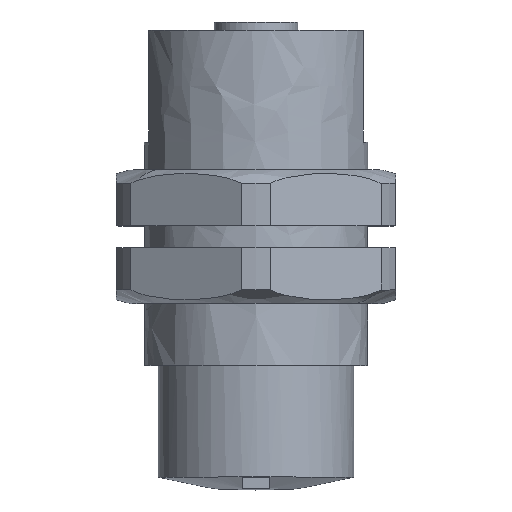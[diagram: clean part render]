
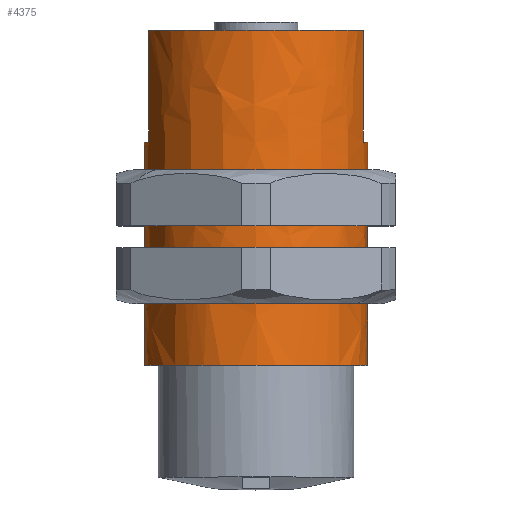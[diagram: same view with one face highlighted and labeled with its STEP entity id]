
A CAD part, top view. The second image highlights one B-rep face of the part: STEP entity #4375.
In plain terms, the highlighted free-form (B-spline) face has degree [1, 2] with [2, 7] control points.
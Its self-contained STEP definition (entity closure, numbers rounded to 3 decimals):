
#4238=CARTESIAN_POINT('',(12.5,3.932,175.944));
#4239=VERTEX_POINT('',#4238);
#4240=CARTESIAN_POINT('',(12.5,0.735,172.747));
#4241=VERTEX_POINT('',#4240);
#4247=CARTESIAN_POINT('',(4.5,0.735,172.747));
#4248=VERTEX_POINT('',#4247);
#4249=CARTESIAN_POINT('',(12.5,0.735,172.747));
#4250=CARTESIAN_POINT('',(4.5,0.735,172.747));
#4251=QUASI_UNIFORM_CURVE('',1,(#4249,#4250),.UNSPECIFIED.,.F.,.U.);
#4252=EDGE_CURVE('',#4241,#4248,#4251,.T.);
#4254=CARTESIAN_POINT('',(4.5,3.932,175.944));
#4255=VERTEX_POINT('',#4254);
#4261=CARTESIAN_POINT('',(12.5,3.932,175.944));
#4262=CARTESIAN_POINT('',(4.5,3.932,175.944));
#4263=QUASI_UNIFORM_CURVE('',1,(#4261,#4262),.UNSPECIFIED.,.F.,.U.);
#4264=EDGE_CURVE('',#4239,#4255,#4263,.T.);
#4269=CARTESIAN_POINT('',(16.8,3.906,175.815));
#4270=CARTESIAN_POINT('',(4.192,3.906,175.815));
#4271=CARTESIAN_POINT('',(16.8,4.91,180.362));
#4272=CARTESIAN_POINT('',(4.192,4.91,180.362));
#4273=CARTESIAN_POINT('',(16.8,0.265,180.67));
#4274=CARTESIAN_POINT('',(4.192,0.265,180.67));
#4275=CARTESIAN_POINT('',(16.8,-4.381,180.978));
#4276=CARTESIAN_POINT('',(4.192,-4.381,180.978));
#4277=CARTESIAN_POINT('',(16.8,-3.986,176.339));
#4278=CARTESIAN_POINT('',(4.192,-3.986,176.339));
#4279=CARTESIAN_POINT('',(16.8,-3.59,171.7));
#4280=CARTESIAN_POINT('',(4.192,-3.59,171.7));
#4281=CARTESIAN_POINT('',(16.8,0.936,172.79));
#4282=CARTESIAN_POINT('',(4.192,0.936,172.79));
#4290=(BOUNDED_SURFACE()B_SPLINE_SURFACE(1,2,((#4269,#4271,#4273,#4275,#4277,#4279,#4281),(#4270,#4272,#4274,#4276,#4278,#4280,#4282)),.UNSPECIFIED.,.F.,.F.,.U.)B_SPLINE_SURFACE_WITH_KNOTS((2,2),(3,2,2,3),(0.0,12.608),(0.0,7.348,14.696,22.044),.UNSPECIFIED.)GEOMETRIC_REPRESENTATION_ITEM()RATIONAL_B_SPLINE_SURFACE(((1.0,0.652,1.0,0.652,1.0,0.652,1.0),(1.0,0.652,1.0,0.652,1.0,0.652,1.0)))REPRESENTATION_ITEM('')SURFACE());
#4291=CARTESIAN_POINT('',(12.5,3.846,177.779));
#4292=VERTEX_POINT('',#4291);
#4293=CARTESIAN_POINT('',(12.5,3.932,175.944));
#4294=CARTESIAN_POINT('',(12.5,4.105,176.871));
#4295=CARTESIAN_POINT('',(12.5,3.846,177.779));
#4303=(BOUNDED_CURVE()B_SPLINE_CURVE(2,(#4293,#4294,#4295),.UNSPECIFIED.,.F.,.U.)CURVE()GEOMETRIC_REPRESENTATION_ITEM()QUASI_UNIFORM_CURVE()RATIONAL_B_SPLINE_CURVE((1.0,0.973,1.0))REPRESENTATION_ITEM(''));
#4304=EDGE_CURVE('',#4239,#4292,#4303,.T.);
#4305=ORIENTED_EDGE('',*,*,#4304,.F.);
#4306=ORIENTED_EDGE('',*,*,#4264,.T.);
#4307=CARTESIAN_POINT('',(4.5,0.735,172.747));
#4308=CARTESIAN_POINT('',(4.5,-2.164,172.205));
#4309=CARTESIAN_POINT('',(4.5,-3.539,174.813));
#4310=CARTESIAN_POINT('',(4.5,-4.914,177.422));
#4311=CARTESIAN_POINT('',(4.5,-2.828,179.507));
#4312=CARTESIAN_POINT('',(4.5,-0.743,181.592));
#4313=CARTESIAN_POINT('',(4.5,1.865,180.217));
#4314=CARTESIAN_POINT('',(4.5,4.474,178.842));
#4315=CARTESIAN_POINT('',(4.5,3.932,175.944));
#4323=(BOUNDED_CURVE()B_SPLINE_CURVE(2,(#4307,#4308,#4309,#4310,#4311,#4312,#4313,#4314,#4315),.UNSPECIFIED.,.F.,.U.)B_SPLINE_CURVE_WITH_KNOTS((3,2,2,2,3),(0.0,0.25,0.5,0.75,1.0),.UNSPECIFIED.)CURVE()GEOMETRIC_REPRESENTATION_ITEM()RATIONAL_B_SPLINE_CURVE((1.0,0.805,1.0,0.805,1.0,0.805,1.0,0.805,1.0))REPRESENTATION_ITEM(''));
#4324=EDGE_CURVE('',#4248,#4255,#4323,.T.);
#4325=ORIENTED_EDGE('',*,*,#4324,.F.);
#4326=ORIENTED_EDGE('',*,*,#4252,.F.);
#4327=CARTESIAN_POINT('',(12.5,-3.846,177.779));
#4328=VERTEX_POINT('',#4327);
#4329=CARTESIAN_POINT('',(12.5,-3.846,177.779));
#4330=CARTESIAN_POINT('',(12.5,-4.459,175.635));
#4331=CARTESIAN_POINT('',(12.5,-2.958,173.986));
#4332=CARTESIAN_POINT('',(12.5,-1.457,172.337));
#4333=CARTESIAN_POINT('',(12.5,0.735,172.747));
#4341=(BOUNDED_CURVE()B_SPLINE_CURVE(2,(#4329,#4330,#4331,#4332,#4333),.UNSPECIFIED.,.F.,.U.)B_SPLINE_CURVE_WITH_KNOTS((3,2,3),(0.0,0.5,1.0),.UNSPECIFIED.)CURVE()GEOMETRIC_REPRESENTATION_ITEM()RATIONAL_B_SPLINE_CURVE((1.0,0.873,1.0,0.873,1.0))REPRESENTATION_ITEM(''));
#4342=EDGE_CURVE('',#4328,#4241,#4341,.T.);
#4343=ORIENTED_EDGE('',*,*,#4342,.F.);
#4344=CARTESIAN_POINT('',(16.5,-3.846,177.779));
#4345=VERTEX_POINT('',#4344);
#4346=CARTESIAN_POINT('',(16.5,-3.846,177.779));
#4347=CARTESIAN_POINT('',(12.5,-3.846,177.779));
#4348=QUASI_UNIFORM_CURVE('',1,(#4346,#4347),.UNSPECIFIED.,.F.,.U.);
#4349=EDGE_CURVE('',#4345,#4328,#4348,.T.);
#4350=ORIENTED_EDGE('',*,*,#4349,.F.);
#4351=CARTESIAN_POINT('',(16.5,3.846,177.779));
#4352=VERTEX_POINT('',#4351);
#4353=CARTESIAN_POINT('',(16.5,-3.846,177.779));
#4354=CARTESIAN_POINT('',(16.5,-3.016,180.679));
#4355=CARTESIAN_POINT('',(16.5,0.0,180.679));
#4356=CARTESIAN_POINT('',(16.5,3.016,180.679));
#4357=CARTESIAN_POINT('',(16.5,3.846,177.779));
#4365=(BOUNDED_CURVE()B_SPLINE_CURVE(2,(#4353,#4354,#4355,#4356,#4357),.UNSPECIFIED.,.F.,.U.)B_SPLINE_CURVE_WITH_KNOTS((3,2,3),(0.0,0.5,1.0),.UNSPECIFIED.)CURVE()GEOMETRIC_REPRESENTATION_ITEM()RATIONAL_B_SPLINE_CURVE((1.0,0.798,1.0,0.798,1.0))REPRESENTATION_ITEM(''));
#4366=EDGE_CURVE('',#4345,#4352,#4365,.T.);
#4367=ORIENTED_EDGE('',*,*,#4366,.T.);
#4368=CARTESIAN_POINT('',(12.5,3.846,177.779));
#4369=CARTESIAN_POINT('',(16.5,3.846,177.779));
#4370=QUASI_UNIFORM_CURVE('',1,(#4368,#4369),.UNSPECIFIED.,.F.,.U.);
#4371=EDGE_CURVE('',#4292,#4352,#4370,.T.);
#4372=ORIENTED_EDGE('',*,*,#4371,.F.);
#4373=EDGE_LOOP('',(#4305,#4306,#4325,#4326,#4343,#4350,#4367,#4372));
#4374=FACE_OUTER_BOUND('',#4373,.T.);
#4375=ADVANCED_FACE('',(#4374),#4290,.T.);
